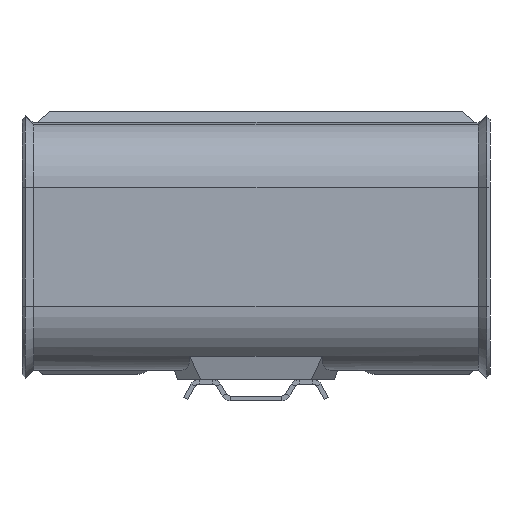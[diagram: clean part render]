
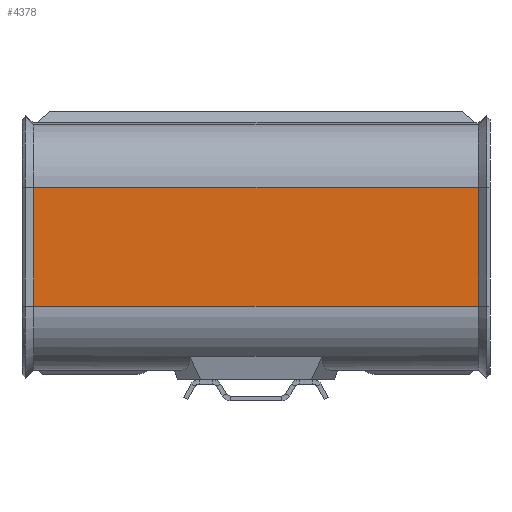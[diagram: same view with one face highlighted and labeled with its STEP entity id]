
A CAD part, front view. The second image highlights one B-rep face of the part: STEP entity #4378.
In plain terms, the highlighted planar face has unit normal (0, -1, 0).
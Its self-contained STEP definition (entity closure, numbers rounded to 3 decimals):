
#2120=DIRECTION('',(1.,0.,0.));
#2121=VECTOR('',#2120,188.);
#2122=CARTESIAN_POINT('',(-94.,-2.,-25.));
#2123=LINE('',#2122,#2121);
#2124=DIRECTION('',(1.,0.,0.));
#2125=VECTOR('',#2124,188.);
#2126=CARTESIAN_POINT('',(-94.,-2.,
-75.262));
#2127=LINE('',#2126,#2125);
#2263=DIRECTION('',(0.,0.,1.));
#2264=VECTOR('',#2263,50.262);
#2265=CARTESIAN_POINT('',(94.,-2.,
-75.262));
#2266=LINE('',#2265,#2264);
#3080=DIRECTION('',(0.,0.,-1.));
#3081=VECTOR('',#3080,50.262);
#3082=CARTESIAN_POINT('',(-94.,-2.,-25.));
#3083=LINE('',#3082,#3081);
#4277=CARTESIAN_POINT('',(94.,-2.,
-75.262));
#4279=VERTEX_POINT('',#4277);
#4281=CARTESIAN_POINT('',(94.,-2.,-25.));
#4282=VERTEX_POINT('',#4281);
#4296=CARTESIAN_POINT('',(-94.,-2.,-25.));
#4297=CARTESIAN_POINT('',(-94.,-2.,
-75.262));
#4298=VERTEX_POINT('',#4296);
#4299=VERTEX_POINT('',#4297);
#4364=CARTESIAN_POINT('',(100.,-2.,0.));
#4365=DIRECTION('',(0.,1.,0.));
#4366=DIRECTION('',(0.,0.,1.));
#4367=AXIS2_PLACEMENT_3D('',#4364,#4365,#4366);
#4368=PLANE('',#4367);
#4370=ORIENTED_EDGE('',*,*,#4369,.F.);
#4372=ORIENTED_EDGE('',*,*,#4371,.F.);
#4373=ORIENTED_EDGE('',*,*,#4346,.T.);
#4375=ORIENTED_EDGE('',*,*,#4374,.F.);
#4376=EDGE_LOOP('',(#4370,#4372,#4373,#4375));
#4377=FACE_OUTER_BOUND('',#4376,.F.);
#4378=ADVANCED_FACE('',(#4377),#4368,.F.);
#4346=EDGE_CURVE('',#4298,#4282,#2123,.T.);
#4369=EDGE_CURVE('',#4299,#4279,#2127,.T.);
#4371=EDGE_CURVE('',#4298,#4299,#3083,.T.);
#4374=EDGE_CURVE('',#4279,#4282,#2266,.T.);
